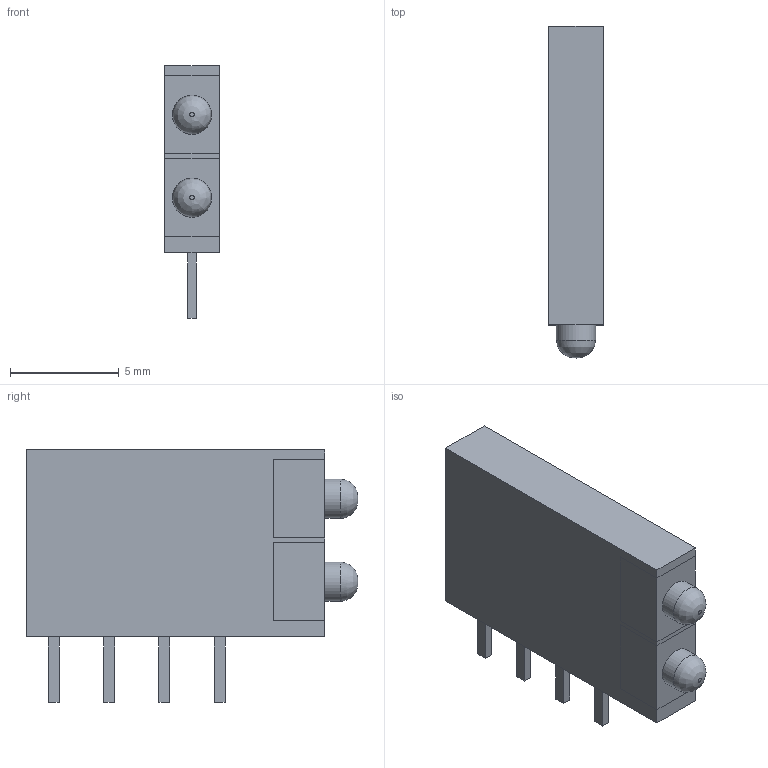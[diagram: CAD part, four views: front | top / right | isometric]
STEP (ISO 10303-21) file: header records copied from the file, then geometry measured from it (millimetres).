
FILE_DESCRIPTION(/* description */ (''),/* implementation_level */ '2;1');
FILE_NAME(/* name */ 'WP4060VH v3.step',/* time_stamp */ '2022-07-01T14:48:19-07:00',/* author */ (''),/* organization */ (''),/* preprocessor_version */ 'ST-DEVELOPER v19',/* originating_system */ 'Autodesk Translation Framework v11.7.0.108',/* authorisation */ '');
FILE_SCHEMA (('AUTOMOTIVE_DESIGN { 1 0 10303 214 3 1 1 }'));
Length unit declared in the file: millimetre
Products named in the file (1): WP4060VH
Bounding box: 2.5 x 15.24 x 11.6 mm (x, y, z)
Volume: 303.9 mm3; surface area: 466.9 mm2
Topology: 7 solids, 7 shells, 56 faces, 118 edges, 78 vertices
Faces by surface type: plane 52, bspline 2, cylinder 2
Full cylindrical faces by diameter (mm): 1.8 x2
Entity records: 1573 total; most frequent: CARTESIAN_POINT 305, ORIENTED_EDGE 236, DIRECTION 236, EDGE_CURVE 118, LINE 110, VECTOR 110, VERTEX_POINT 78, AXIS2_PLACEMENT_3D 63
